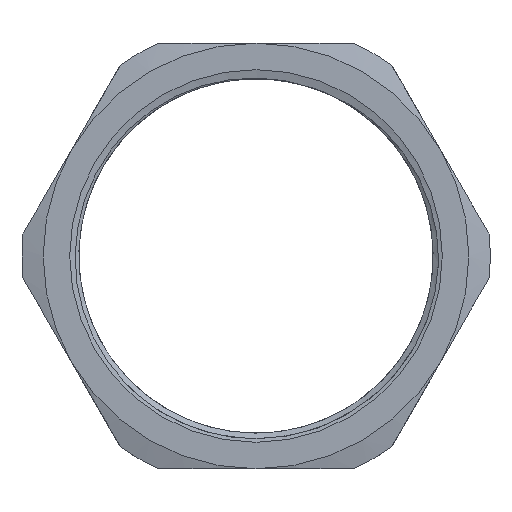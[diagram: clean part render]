
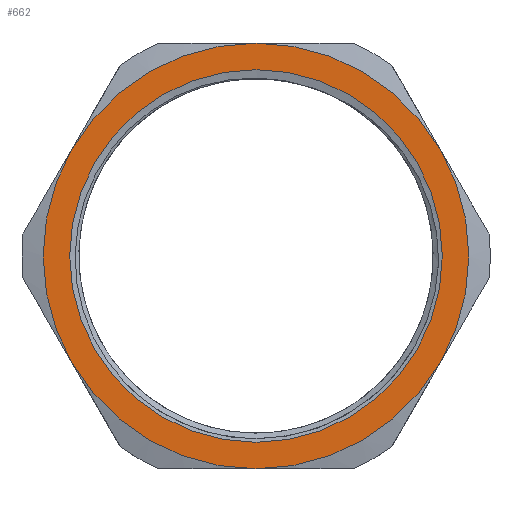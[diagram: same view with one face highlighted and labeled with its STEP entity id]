
A CAD part, top view. The second image highlights one B-rep face of the part: STEP entity #662.
In plain terms, the highlighted planar face has unit normal (0, 0, 1).
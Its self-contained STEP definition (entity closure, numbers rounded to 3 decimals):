
#80=PLANE('',#745);
#95=FACE_BOUND('',#165,.T.);
#123=FACE_OUTER_BOUND('',#164,.T.);
#164=EDGE_LOOP('',(#538,#539,#540,#541,#542,#543));
#165=EDGE_LOOP('',(#544));
#181=CIRCLE('',#688,26.261);
#215=CIRCLE('',#746,30.);
#216=CIRCLE('',#747,30.);
#217=CIRCLE('',#748,30.);
#218=CIRCLE('',#749,30.);
#219=CIRCLE('',#750,30.);
#220=CIRCLE('',#751,30.);
#241=VERTEX_POINT('',#1034);
#282=VERTEX_POINT('',#1766);
#285=VERTEX_POINT('',#1778);
#289=VERTEX_POINT('',#1806);
#291=VERTEX_POINT('',#1822);
#293=VERTEX_POINT('',#1832);
#295=VERTEX_POINT('',#1863);
#305=EDGE_CURVE('',#241,#241,#181,.T.);
#383=EDGE_CURVE('',#293,#291,#215,.T.);
#384=EDGE_CURVE('',#285,#293,#216,.T.);
#385=EDGE_CURVE('',#282,#285,#217,.T.);
#386=EDGE_CURVE('',#295,#282,#218,.T.);
#387=EDGE_CURVE('',#289,#295,#219,.T.);
#388=EDGE_CURVE('',#291,#289,#220,.T.);
#538=ORIENTED_EDGE('',*,*,#383,.F.);
#539=ORIENTED_EDGE('',*,*,#384,.F.);
#540=ORIENTED_EDGE('',*,*,#385,.F.);
#541=ORIENTED_EDGE('',*,*,#386,.F.);
#542=ORIENTED_EDGE('',*,*,#387,.F.);
#543=ORIENTED_EDGE('',*,*,#388,.F.);
#544=ORIENTED_EDGE('',*,*,#305,.T.);
#662=ADVANCED_FACE('',(#123,#95),#80,.T.);
#688=AXIS2_PLACEMENT_3D('',#1035,#781,#782);
#745=AXIS2_PLACEMENT_3D('',#1859,#913,#914);
#746=AXIS2_PLACEMENT_3D('',#1860,#915,#916);
#747=AXIS2_PLACEMENT_3D('',#1861,#917,#918);
#748=AXIS2_PLACEMENT_3D('',#1862,#919,#920);
#749=AXIS2_PLACEMENT_3D('',#1864,#921,#922);
#750=AXIS2_PLACEMENT_3D('',#1865,#923,#924);
#751=AXIS2_PLACEMENT_3D('',#1866,#925,#926);
#781=DIRECTION('center_axis',(0.,0.,-1.));
#782=DIRECTION('ref_axis',(0.,-1.,0.));
#913=DIRECTION('center_axis',(0.,0.,1.));
#914=DIRECTION('ref_axis',(1.,0.,0.));
#915=DIRECTION('center_axis',(0.,0.,-1.));
#916=DIRECTION('ref_axis',(-0.417,0.909,0.));
#917=DIRECTION('center_axis',(0.,0.,-1.));
#918=DIRECTION('ref_axis',(-0.996,0.094,0.));
#919=DIRECTION('center_axis',(0.,0.,-1.));
#920=DIRECTION('ref_axis',(-0.579,-0.815,0.));
#921=DIRECTION('center_axis',(0.,0.,-1.));
#922=DIRECTION('ref_axis',(0.417,-0.909,0.));
#923=DIRECTION('center_axis',(0.,0.,-1.));
#924=DIRECTION('ref_axis',(0.996,-0.094,0.));
#925=DIRECTION('center_axis',(0.,0.,-1.));
#926=DIRECTION('ref_axis',(0.579,0.815,0.));
#1034=CARTESIAN_POINT('',(0.,-26.261,5.6));
#1035=CARTESIAN_POINT('Origin',(0.,0.,5.6));
#1766=CARTESIAN_POINT('',(0.,-30.,5.6));
#1778=CARTESIAN_POINT('',(-25.981,-15.,5.6));
#1806=CARTESIAN_POINT('',(25.981,15.,5.6));
#1822=CARTESIAN_POINT('',(0.,30.,5.6));
#1832=CARTESIAN_POINT('',(-25.981,15.,5.6));
#1859=CARTESIAN_POINT('Origin',(0.,0.,5.6));
#1860=CARTESIAN_POINT('Origin',(0.,0.,5.6));
#1861=CARTESIAN_POINT('Origin',(0.,0.,5.6));
#1862=CARTESIAN_POINT('Origin',(0.,0.,5.6));
#1863=CARTESIAN_POINT('',(25.981,-15.,5.6));
#1864=CARTESIAN_POINT('Origin',(0.,0.,5.6));
#1865=CARTESIAN_POINT('Origin',(0.,0.,5.6));
#1866=CARTESIAN_POINT('Origin',(0.,0.,5.6));
